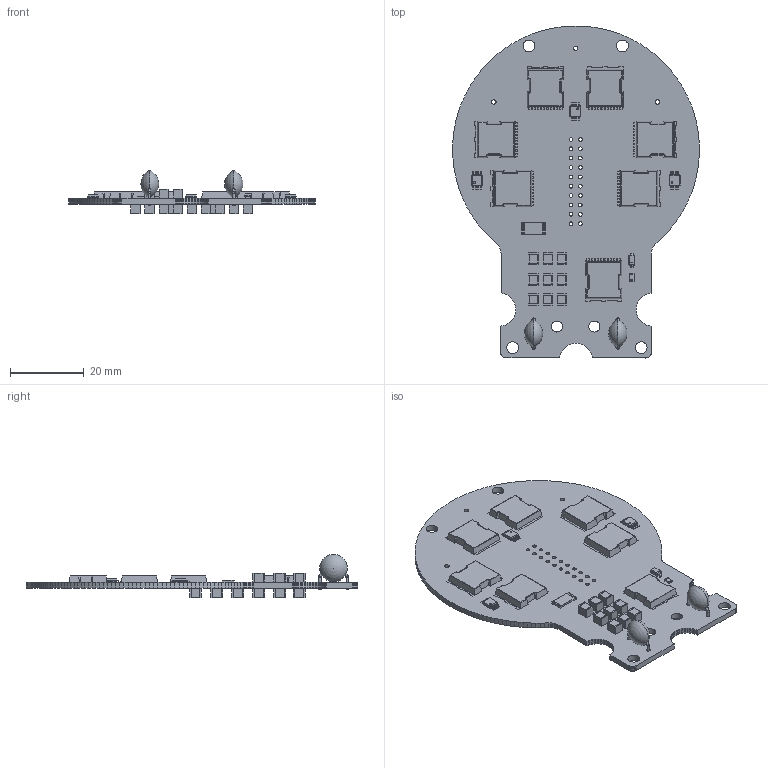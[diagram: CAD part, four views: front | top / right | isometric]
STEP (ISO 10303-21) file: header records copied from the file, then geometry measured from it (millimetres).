
FILE_DESCRIPTION(('KiCad electronic assembly'),'2;1');
FILE_NAME('_______ _____.step','2023-12-05T13:55:11',('Pcbnew'),('Kicad' ),'Open CASCADE STEP processor 7.6','KiCad to STEP converter', 'Unknown');
FILE_SCHEMA(('AUTOMOTIVE_DESIGN { 1 0 10303 214 1 1 1 1 }'));
Length unit declared in the file: millimetre
Products named in the file (16): _______ _____ 1; C_1210_3225Metric; SOLID; PG-HSOF-8-1; MSOP-8_3x3mm_P0.65mm; C_Disc_D7.5mm_W5.0mm_P7.50mm; R_2512_6332Metric; D_SOD-123; R_0805_2012Metric; _autosave-Ð¡Ð¸Ð»Ð¾Ð²Ð°Ñ Ð¿Ð»Ð°ÑÐ° PCB
Assembly tree (66 placements, depth 3):
  _______ _____ 1
    C_1210_3225Metric  x43
      SOLID
    PG-HSOF-8-1  x7
      SOLID
    MSOP-8_3x3mm_P0.65mm  x3
      SOLID
    C_Disc_D7.5mm_W5.0mm_P7.50mm  x2
      SOLID
    R_2512_6332Metric
      SOLID
    D_SOD-123
      SOLID
    R_0805_2012Metric
      SOLID
    _autosave-Ð¡Ð¸Ð»Ð¾Ð²Ð°Ñ Ð¿Ð»Ð°ÑÐ° PCB
Bounding box: 67 x 90.15 x 11.78 mm (x, y, z)
Volume: 9465.7 mm3; surface area: 14074.9 mm2
Topology: 59 solids, 59 shells, 2935 faces, 7789 edges, 5002 vertices
Faces by surface type: plane 1929, cylinder 764, bspline 122, cone 84, torus 28, revolution 4, sphere 4
Full cylindrical faces by diameter (mm): 0.5 x3, 0.7 x8, 1 x24, 1.2 x3, 3 x2, 3.2 x4
Entity records: 54942 total; most frequent: CARTESIAN_POINT 10951, DIRECTION 7464, LINE 5388, VECTOR 5388, ORIENTED_EDGE 4056, PCURVE 4056, DEFINITIONAL_REPRESENTATION 4056, EDGE_CURVE 2028
